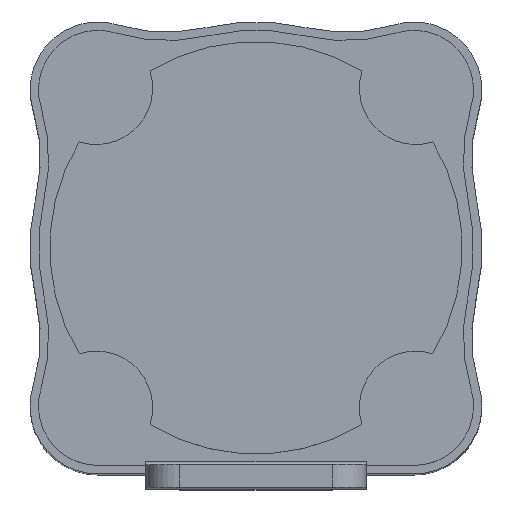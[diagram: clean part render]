
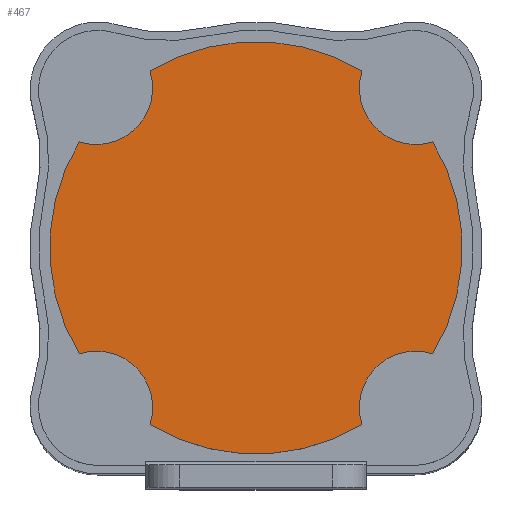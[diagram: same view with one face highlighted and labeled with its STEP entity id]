
A CAD part, top view. The second image highlights one B-rep face of the part: STEP entity #467.
In plain terms, the highlighted planar face has unit normal (0, 0, 1).
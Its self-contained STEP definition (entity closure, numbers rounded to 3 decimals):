
#327=FACE_OUTER_BOUND('',#674,.T.);
#467=ADVANCED_FACE('',(#327),#502,.T.);
#502=PLANE('',#3001);
#674=EDGE_LOOP('',(#1645,#1646,#1647,#1648,#1649,#1650,#1651,#1652));
#889=CIRCLE('',#2985,18.25);
#890=CIRCLE('',#2987,5.);
#891=CIRCLE('',#2989,18.25);
#892=CIRCLE('',#2991,5.);
#893=CIRCLE('',#2993,18.25);
#894=CIRCLE('',#2995,5.);
#895=CIRCLE('',#2997,18.25);
#896=CIRCLE('',#2999,5.);
#1645=ORIENTED_EDGE('',*,*,#2296,.T.);
#1646=ORIENTED_EDGE('',*,*,#2299,.T.);
#1647=ORIENTED_EDGE('',*,*,#2301,.T.);
#1648=ORIENTED_EDGE('',*,*,#2303,.T.);
#1649=ORIENTED_EDGE('',*,*,#2305,.T.);
#1650=ORIENTED_EDGE('',*,*,#2307,.T.);
#1651=ORIENTED_EDGE('',*,*,#2309,.T.);
#1652=ORIENTED_EDGE('',*,*,#2310,.T.);
#1917=VERTEX_POINT('',#4639);
#1918=VERTEX_POINT('',#4641);
#1919=VERTEX_POINT('',#4645);
#1920=VERTEX_POINT('',#4649);
#1921=VERTEX_POINT('',#4653);
#1922=VERTEX_POINT('',#4657);
#1923=VERTEX_POINT('',#4661);
#1924=VERTEX_POINT('',#4665);
#2296=EDGE_CURVE('',#1918,#1917,#889,.T.);
#2299=EDGE_CURVE('',#1917,#1919,#890,.T.);
#2301=EDGE_CURVE('',#1919,#1920,#891,.T.);
#2303=EDGE_CURVE('',#1920,#1921,#892,.T.);
#2305=EDGE_CURVE('',#1921,#1922,#893,.T.);
#2307=EDGE_CURVE('',#1922,#1923,#894,.T.);
#2309=EDGE_CURVE('',#1923,#1924,#895,.T.);
#2310=EDGE_CURVE('',#1924,#1918,#896,.T.);
#2985=AXIS2_PLACEMENT_3D('',#4640,#3843,#3844);
#2987=AXIS2_PLACEMENT_3D('',#4646,#3849,#3850);
#2989=AXIS2_PLACEMENT_3D('',#4650,#3854,#3855);
#2991=AXIS2_PLACEMENT_3D('',#4654,#3859,#3860);
#2993=AXIS2_PLACEMENT_3D('',#4658,#3864,#3865);
#2995=AXIS2_PLACEMENT_3D('',#4662,#3869,#3870);
#2997=AXIS2_PLACEMENT_3D('',#4666,#3874,#3875);
#2999=AXIS2_PLACEMENT_3D('',#4668,#3878,#3879);
#3001=AXIS2_PLACEMENT_3D('',#4670,#3882,#3883);
#3843=DIRECTION('',(0.,0.,1.));
#3844=DIRECTION('',(1.,0.,0.));
#3849=DIRECTION('',(0.,0.,-1.));
#3850=DIRECTION('',(1.,0.,0.));
#3854=DIRECTION('',(0.,0.,1.));
#3855=DIRECTION('',(1.,0.,0.));
#3859=DIRECTION('',(0.,0.,-1.));
#3860=DIRECTION('',(1.,0.,0.));
#3864=DIRECTION('',(0.,0.,1.));
#3865=DIRECTION('',(1.,0.,0.));
#3869=DIRECTION('',(0.,0.,-1.));
#3870=DIRECTION('',(1.,0.,0.));
#3874=DIRECTION('',(0.,0.,1.));
#3875=DIRECTION('',(1.,0.,0.));
#3878=DIRECTION('',(0.,0.,-1.));
#3879=DIRECTION('',(1.,0.,0.));
#3882=DIRECTION('',(0.,0.,1.));
#3883=DIRECTION('',(1.,0.,0.));
#4639=CARTESIAN_POINT('',(3.606,14.403,4.3));
#4640=CARTESIAN_POINT('',(19.262,23.78,4.3));
#4641=CARTESIAN_POINT('',(3.606,33.157,4.3));
#4645=CARTESIAN_POINT('',(9.885,8.123,4.3));
#4646=CARTESIAN_POINT('',(5.12,9.638,4.3));
#4649=CARTESIAN_POINT('',(28.639,8.123,4.3));
#4650=CARTESIAN_POINT('',(19.262,23.78,4.3));
#4653=CARTESIAN_POINT('',(34.919,14.403,4.3));
#4654=CARTESIAN_POINT('',(33.404,9.638,4.3));
#4657=CARTESIAN_POINT('',(34.919,33.157,4.3));
#4658=CARTESIAN_POINT('',(19.262,23.78,4.3));
#4661=CARTESIAN_POINT('',(28.639,39.437,4.3));
#4662=CARTESIAN_POINT('',(33.404,37.922,4.3));
#4665=CARTESIAN_POINT('',(9.885,39.437,4.3));
#4666=CARTESIAN_POINT('',(19.262,23.78,4.3));
#4668=CARTESIAN_POINT('',(5.12,37.922,4.3));
#4670=CARTESIAN_POINT('',(12.191,16.709,4.3));
